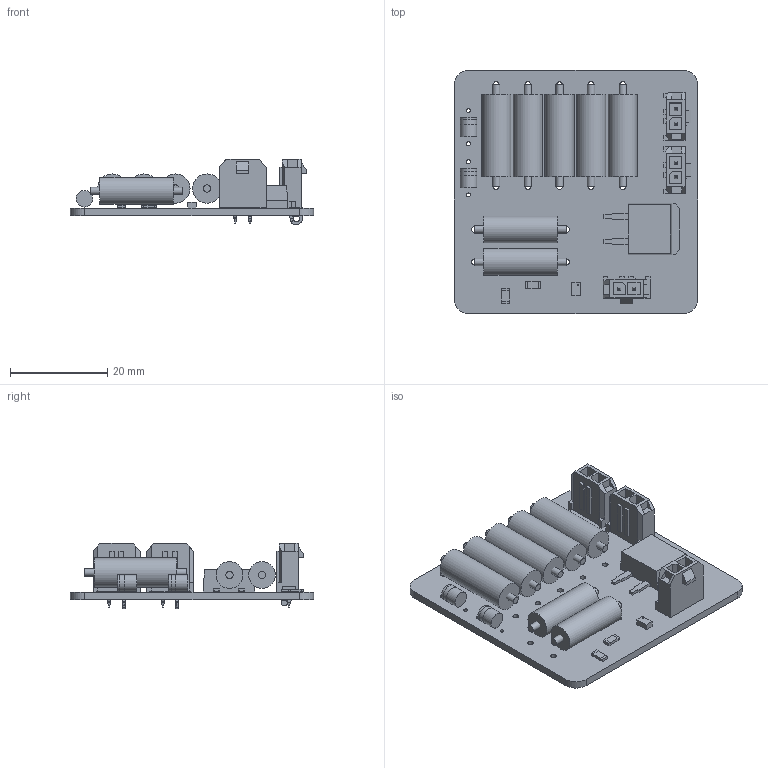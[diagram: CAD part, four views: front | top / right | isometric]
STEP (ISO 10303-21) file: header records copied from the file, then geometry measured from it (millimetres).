
FILE_DESCRIPTION(('Open CASCADE Model'),'2;1');
FILE_NAME('Open CASCADE Shape Model','2022-12-11T03:04:01',('Author'),( 'Open CASCADE'),'Open CASCADE STEP processor 7.5','Open CASCADE 7.5' ,'Unknown');
FILE_SCHEMA(('AUTOMOTIVE_DESIGN { 1 0 10303 214 1 1 1 1 }'));
Length unit declared in the file: millimetre
Products named in the file (1): PCB
Bounding box: 50 x 50 x 13.42 mm (x, y, z)
Volume: 8270.7 mm3; surface area: 10899.5 mm2
Topology: 30 solids, 64 shells, 549 faces, 1326 edges, 888 vertices
Faces by surface type: plane 466, cylinder 83
Full cylindrical faces by diameter (mm): 0.2 x1, 0.8 x4, 1.02 x6, 1.15 x14, 1.5 x7, 3.4 x2, 3.42 x2, 5.5 x2, 6 x5
Entity records: 15229 total; most frequent: CARTESIAN_POINT 2598, DIRECTION 2436, ORIENTED_EDGE 2306, EDGE_CURVE 1238, LINE 1072, VECTOR 1072, VERTEX_POINT 844, AXIS2_PLACEMENT_3D 682
